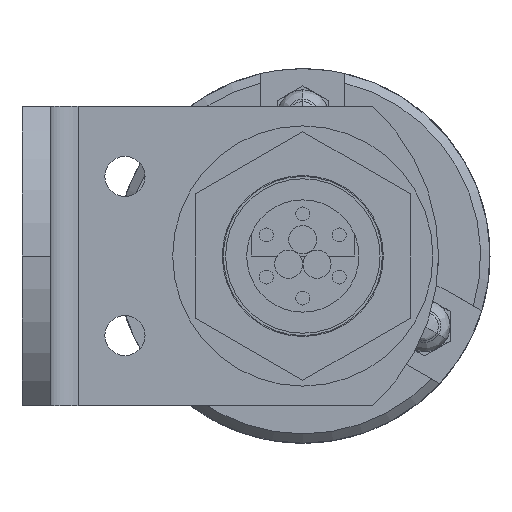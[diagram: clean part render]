
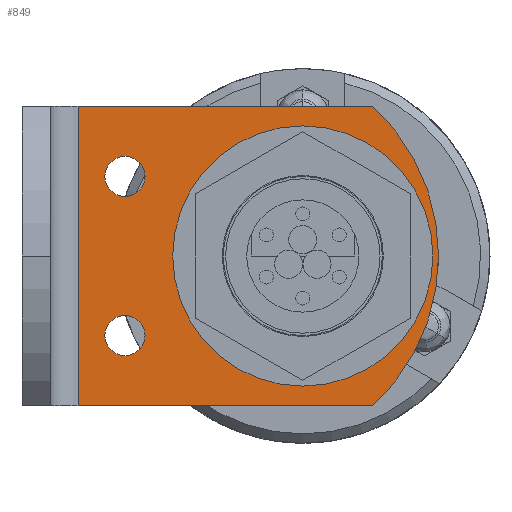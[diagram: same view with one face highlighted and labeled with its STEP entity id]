
A CAD part, front view. The second image highlights one B-rep face of the part: STEP entity #849.
In plain terms, the highlighted planar face has unit normal (0, -1, 0).
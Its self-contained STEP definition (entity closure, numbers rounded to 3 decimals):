
#117 = EDGE_LOOP ( 'NONE', ( #2295, #4070, #8873, #907 ) ) ;
#343 = CARTESIAN_POINT ( 'NONE',  ( -24., -287.5, 16. ) ) ;
#637 = FACE_BOUND ( 'NONE', #1899, .T. ) ;
#831 = DIRECTION ( 'NONE',  ( 0., -1., 0. ) ) ;
#849 = ADVANCED_FACE ( 'NONE', ( #9933, #7532, #637, #2779 ), #2721, .T. ) ;
#870 = VERTEX_POINT ( 'NONE', #6343 ) ;
#907 = ORIENTED_EDGE ( 'NONE', *, *, #8475, .T. ) ;
#962 = CARTESIAN_POINT ( 'NONE',  ( 0., -287.5, 0. ) ) ;
#992 = CIRCLE ( 'NONE', #7152, 2.15 ) ;
#1134 = ORIENTED_EDGE ( 'NONE', *, *, #7222, .F. ) ;
#1163 = DIRECTION ( 'NONE',  ( -1., 0., 0. ) ) ;
#1256 = VERTEX_POINT ( 'NONE', #9190 ) ;
#1374 = LINE ( 'NONE', #10383, #7686 ) ;
#1505 = EDGE_LOOP ( 'NONE', ( #6321, #2415 ) ) ;
#1704 = EDGE_CURVE ( 'NONE', #6770, #1256, #2459, .T. ) ;
#1885 = DIRECTION ( 'NONE',  ( 0., 0., -1. ) ) ;
#1899 = EDGE_LOOP ( 'NONE', ( #1134, #9784 ) ) ;
#1964 = VECTOR ( 'NONE', #2239, 1000. ) ;
#2239 = DIRECTION ( 'NONE',  ( -1., 0., 0. ) ) ;
#2295 = ORIENTED_EDGE ( 'NONE', *, *, #8370, .F. ) ;
#2334 = EDGE_LOOP ( 'NONE', ( #9787, #8111 ) ) ;
#2336 = AXIS2_PLACEMENT_3D ( 'NONE', #2697, #831, #7121 ) ;
#2415 = ORIENTED_EDGE ( 'NONE', *, *, #3761, .F. ) ;
#2427 = DIRECTION ( 'NONE',  ( 0., -1., 0. ) ) ;
#2459 = CIRCLE ( 'NONE', #5472, 21.786 ) ;
#2697 = CARTESIAN_POINT ( 'NONE',  ( -19., -287.5, -8.5 ) ) ;
#2721 = PLANE ( 'NONE',  #6161 ) ;
#2779 = FACE_OUTER_BOUND ( 'NONE', #117, .T. ) ;
#2829 = AXIS2_PLACEMENT_3D ( 'NONE', #10081, #4705, #10977 ) ;
#2923 = VERTEX_POINT ( 'NONE', #4883 ) ;
#3621 = VERTEX_POINT ( 'NONE', #5752 ) ;
#3636 = DIRECTION ( 'NONE',  ( 0., -1., 0. ) ) ;
#3720 = EDGE_CURVE ( 'NONE', #5134, #10757, #7186, .T. ) ;
#3761 = EDGE_CURVE ( 'NONE', #10757, #5134, #992, .T. ) ;
#3796 = CIRCLE ( 'NONE', #4416, 8.6 ) ;
#3984 = CARTESIAN_POINT ( 'NONE',  ( 14.5, -287.5, -16. ) ) ;
#4070 = ORIENTED_EDGE ( 'NONE', *, *, #1704, .T. ) ;
#4300 = VECTOR ( 'NONE', #1163, 1000. ) ;
#4416 = AXIS2_PLACEMENT_3D ( 'NONE', #7783, #2427, #8702 ) ;
#4527 = DIRECTION ( 'NONE',  ( 0., -1., 0. ) ) ;
#4558 = DIRECTION ( 'NONE',  ( 0., -1., 0. ) ) ;
#4705 = DIRECTION ( 'NONE',  ( 0., -1., 0. ) ) ;
#4740 = CARTESIAN_POINT ( 'NONE',  ( 14.5, -287.5, 16. ) ) ;
#4883 = CARTESIAN_POINT ( 'NONE',  ( -19., -287.5, 6.35 ) ) ;
#4945 = VERTEX_POINT ( 'NONE', #7019 ) ;
#5128 = CARTESIAN_POINT ( 'NONE',  ( -19., -287.5, -10.65 ) ) ;
#5134 = VERTEX_POINT ( 'NONE', #8667 ) ;
#5278 = CARTESIAN_POINT ( 'NONE',  ( -19., -287.5, 8.5 ) ) ;
#5465 = EDGE_CURVE ( 'NONE', #1256, #8301, #6692, .T. ) ;
#5472 = AXIS2_PLACEMENT_3D ( 'NONE', #9929, #4558, #10838 ) ;
#5752 = CARTESIAN_POINT ( 'NONE',  ( 0., -287.5, 8.6 ) ) ;
#5792 = EDGE_CURVE ( 'NONE', #4945, #2923, #10189, .T. ) ;
#6161 = AXIS2_PLACEMENT_3D ( 'NONE', #9891, #4527, #10807 ) ;
#6196 = DIRECTION ( 'NONE',  ( 0., 0., -1. ) ) ;
#6321 = ORIENTED_EDGE ( 'NONE', *, *, #3720, .F. ) ;
#6343 = CARTESIAN_POINT ( 'NONE',  ( -24., -287.5, -16. ) ) ;
#6692 = LINE ( 'NONE', #4740, #4300 ) ;
#6770 = VERTEX_POINT ( 'NONE', #8880 ) ;
#7019 = CARTESIAN_POINT ( 'NONE',  ( -19., -287.5, 10.65 ) ) ;
#7121 = DIRECTION ( 'NONE',  ( 0., 0., -1. ) ) ;
#7152 = AXIS2_PLACEMENT_3D ( 'NONE', #9013, #3636, #9906 ) ;
#7186 = CIRCLE ( 'NONE', #2336, 2.15 ) ;
#7222 = EDGE_CURVE ( 'NONE', #3621, #9169, #3796, .T. ) ;
#7243 = DIRECTION ( 'NONE',  ( 0., -1., 0. ) ) ;
#7532 = FACE_BOUND ( 'NONE', #1505, .T. ) ;
#7686 = VECTOR ( 'NONE', #8614, 1000. ) ;
#7783 = CARTESIAN_POINT ( 'NONE',  ( 0., -287.5, 0. ) ) ;
#8111 = ORIENTED_EDGE ( 'NONE', *, *, #11051, .F. ) ;
#8131 = AXIS2_PLACEMENT_3D ( 'NONE', #962, #7243, #1885 ) ;
#8301 = VERTEX_POINT ( 'NONE', #343 ) ;
#8370 = EDGE_CURVE ( 'NONE', #6770, #870, #11495, .T. ) ;
#8475 = EDGE_CURVE ( 'NONE', #8301, #870, #1374, .T. ) ;
#8603 = AXIS2_PLACEMENT_3D ( 'NONE', #5278, #11565, #6196 ) ;
#8614 = DIRECTION ( 'NONE',  ( 0., 0., -1. ) ) ;
#8667 = CARTESIAN_POINT ( 'NONE',  ( -19., -287.5, -6.35 ) ) ;
#8683 = CIRCLE ( 'NONE', #8131, 8.6 ) ;
#8702 = DIRECTION ( 'NONE',  ( 0., 0., -1. ) ) ;
#8722 = EDGE_CURVE ( 'NONE', #9169, #3621, #8683, .T. ) ;
#8873 = ORIENTED_EDGE ( 'NONE', *, *, #5465, .T. ) ;
#8880 = CARTESIAN_POINT ( 'NONE',  ( 7.5, -287.5, -16. ) ) ;
#9013 = CARTESIAN_POINT ( 'NONE',  ( -19., -287.5, -8.5 ) ) ;
#9169 = VERTEX_POINT ( 'NONE', #9972 ) ;
#9190 = CARTESIAN_POINT ( 'NONE',  ( 7.5, -287.5, 16. ) ) ;
#9784 = ORIENTED_EDGE ( 'NONE', *, *, #8722, .F. ) ;
#9787 = ORIENTED_EDGE ( 'NONE', *, *, #5792, .F. ) ;
#9891 = CARTESIAN_POINT ( 'NONE',  ( 14.5, -287.5, 16. ) ) ;
#9906 = DIRECTION ( 'NONE',  ( 0., 0., -1. ) ) ;
#9929 = CARTESIAN_POINT ( 'NONE',  ( -7.286, -287.5, 0. ) ) ;
#9933 = FACE_BOUND ( 'NONE', #2334, .T. ) ;
#9972 = CARTESIAN_POINT ( 'NONE',  ( 0., -287.5, -8.6 ) ) ;
#10081 = CARTESIAN_POINT ( 'NONE',  ( -19., -287.5, 8.5 ) ) ;
#10189 = CIRCLE ( 'NONE', #8603, 2.15 ) ;
#10383 = CARTESIAN_POINT ( 'NONE',  ( -24., -287.5, 16. ) ) ;
#10757 = VERTEX_POINT ( 'NONE', #5128 ) ;
#10807 = DIRECTION ( 'NONE',  ( 0., 0., -1. ) ) ;
#10838 = DIRECTION ( 'NONE',  ( 0., 0., -1. ) ) ;
#10977 = DIRECTION ( 'NONE',  ( 0., 0., -1. ) ) ;
#11051 = EDGE_CURVE ( 'NONE', #2923, #4945, #11436, .T. ) ;
#11436 = CIRCLE ( 'NONE', #2829, 2.15 ) ;
#11495 = LINE ( 'NONE', #3984, #1964 ) ;
#11565 = DIRECTION ( 'NONE',  ( 0., -1., 0. ) ) ;
